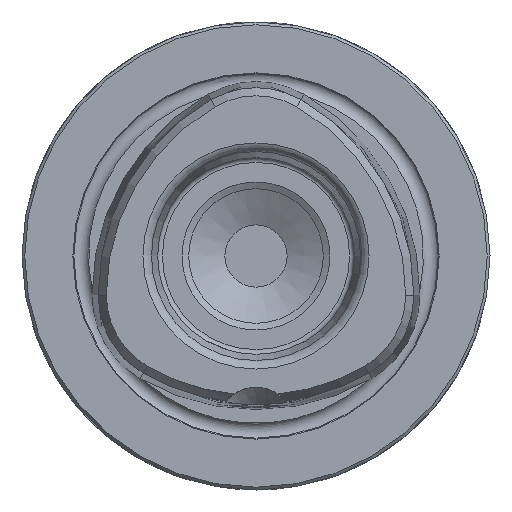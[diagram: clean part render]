
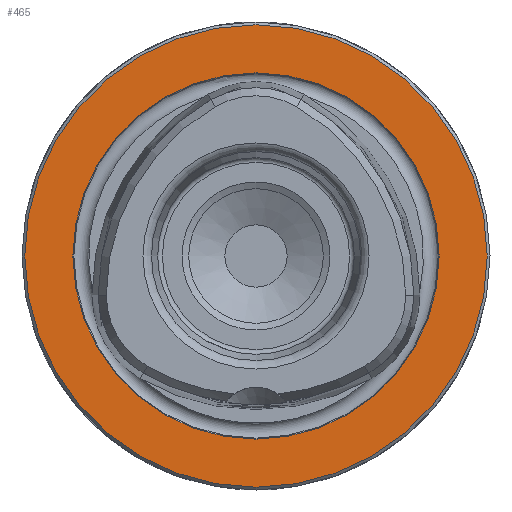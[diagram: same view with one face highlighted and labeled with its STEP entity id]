
A CAD part, left-side view. The second image highlights one B-rep face of the part: STEP entity #465.
In plain terms, the highlighted planar face has unit normal (-1, 0, 0).
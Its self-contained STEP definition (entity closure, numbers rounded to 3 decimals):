
#465 = ADVANCED_FACE( '', ( #1011, #1012 ), #1013, .T. );
#1011 = FACE_OUTER_BOUND( '', #1711, .T. );
#1012 = FACE_BOUND( '', #1712, .T. );
#1013 = PLANE( '', #1713 );
#1711 = EDGE_LOOP( '', ( #2645 ) );
#1712 = EDGE_LOOP( '', ( #2646 ) );
#1713 = AXIS2_PLACEMENT_3D( '', #2647, #2648, #2649 );
#2645 = ORIENTED_EDGE( '', *, *, #3884, .T. );
#2646 = ORIENTED_EDGE( '', *, *, #3759, .F. );
#2647 = CARTESIAN_POINT( '', ( 0., 0., 19.4 ) );
#2648 = DIRECTION( '', ( -1., 0., 0. ) );
#2649 = DIRECTION( '', ( 0., 0., 1. ) );
#3759 = EDGE_CURVE( '', #4388, #4388, #4389, .T. );
#3884 = EDGE_CURVE( '', #4586, #4586, #4587, .T. );
#4388 = VERTEX_POINT( '', #5345 );
#4389 = CIRCLE( '', #5346, 19.564 );
#4586 = VERTEX_POINT( '', #5966 );
#4587 = CIRCLE( '', #5967, 24.7 );
#5345 = CARTESIAN_POINT( '', ( 0., 0., 19.564 ) );
#5346 = AXIS2_PLACEMENT_3D( '', #6807, #6808, #6809 );
#5966 = CARTESIAN_POINT( '', ( 0., 0., 24.7 ) );
#5967 = AXIS2_PLACEMENT_3D( '', #6959, #6960, #6961 );
#6807 = CARTESIAN_POINT( '', ( 0., 0., 0. ) );
#6808 = DIRECTION( '', ( -1., 0., 0. ) );
#6809 = DIRECTION( '', ( 0., 0., 1. ) );
#6959 = CARTESIAN_POINT( '', ( 0., 0., 0. ) );
#6960 = DIRECTION( '', ( -1., 0., 0. ) );
#6961 = DIRECTION( '', ( 0., 0., 1. ) );
